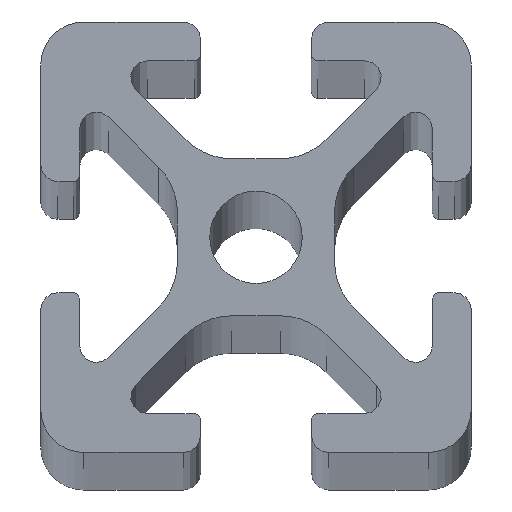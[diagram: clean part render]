
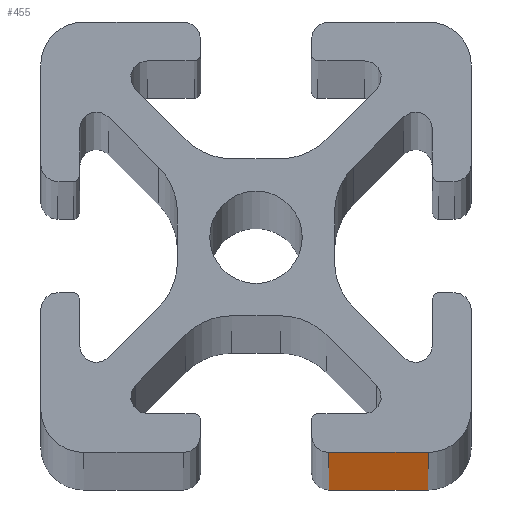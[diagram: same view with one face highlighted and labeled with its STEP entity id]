
A CAD part, top view. The second image highlights one B-rep face of the part: STEP entity #455.
In plain terms, the highlighted planar face has unit normal (0, -1, 0).
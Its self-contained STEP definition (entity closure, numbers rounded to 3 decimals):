
#397=CARTESIAN_POINT('',(4.625,-20.0,1000.0));
#398=VERTEX_POINT('',#397);
#406=CARTESIAN_POINT('',(4.625,-20.0,0.0));
#407=VERTEX_POINT('',#406);
#408=CARTESIAN_POINT('',(4.625,-20.0,0.0));
#409=DIRECTION('',(0.0,0.0,1.0));
#410=VECTOR('',#409,1000.0);
#411=LINE('',#408,#410);
#412=EDGE_CURVE('',#407,#398,#411,.T.);
#425=CARTESIAN_POINT('',(4.625,-20.0,0.0));
#426=DIRECTION('',(0.0,-1.0,0.0));
#427=DIRECTION('',(0.0,0.0,-1.0));
#428=AXIS2_PLACEMENT_3D('',#425,#426,#427);
#429=PLANE('',#428);
#430=CARTESIAN_POINT('',(0.0,-20.0,1000.0));
#431=VERTEX_POINT('',#430);
#432=CARTESIAN_POINT('',(4.625,-20.0,1000.0));
#433=DIRECTION('',(-1.0,0.0,0.0));
#434=VECTOR('',#433,4.625);
#435=LINE('',#432,#434);
#436=EDGE_CURVE('',#398,#431,#435,.T.);
#437=ORIENTED_EDGE('',*,*,#436,.T.);
#438=CARTESIAN_POINT('',(0.0,-20.0,0.0));
#439=VERTEX_POINT('',#438);
#440=CARTESIAN_POINT('',(0.0,-20.0,0.0));
#441=DIRECTION('',(0.0,0.0,1.0));
#442=VECTOR('',#441,1000.0);
#443=LINE('',#440,#442);
#444=EDGE_CURVE('',#439,#431,#443,.T.);
#445=ORIENTED_EDGE('',*,*,#444,.F.);
#446=CARTESIAN_POINT('',(0.0,-20.0,0.0));
#447=DIRECTION('',(1.0,0.0,0.0));
#448=VECTOR('',#447,4.625);
#449=LINE('',#446,#448);
#450=EDGE_CURVE('',#439,#407,#449,.T.);
#451=ORIENTED_EDGE('',*,*,#450,.T.);
#452=ORIENTED_EDGE('',*,*,#412,.T.);
#453=EDGE_LOOP('',(#437,#445,#451,#452));
#454=FACE_OUTER_BOUND('',#453,.T.);
#455=ADVANCED_FACE('',(#454),#429,.T.);
